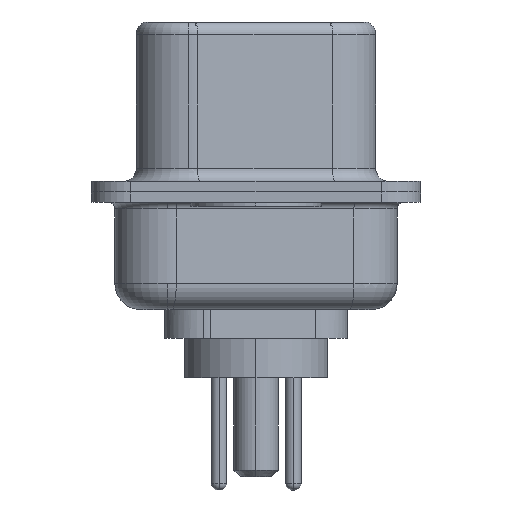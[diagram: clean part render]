
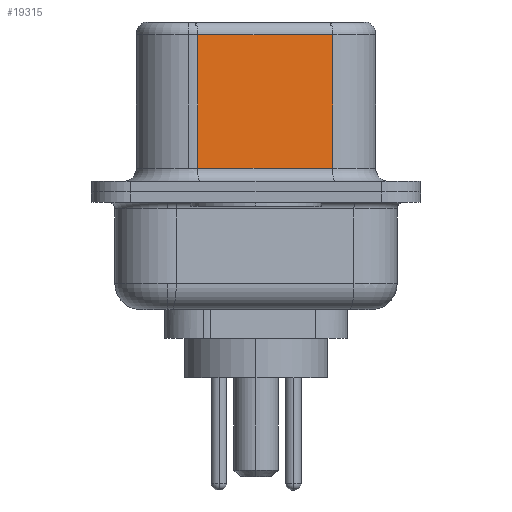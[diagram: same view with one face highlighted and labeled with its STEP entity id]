
A CAD part, left-side view. The second image highlights one B-rep face of the part: STEP entity #19315.
In plain terms, the highlighted planar face has unit normal (-0.985, -0.174, 0).
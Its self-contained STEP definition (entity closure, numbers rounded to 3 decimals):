
#653 = DIRECTION ( 'NONE',  ( 0., 0., -1. ) ) ;
#696 = AXIS2_PLACEMENT_3D ( 'NONE', #14196, #17473, #7638 ) ;
#3490 = VECTOR ( 'NONE', #21169, 1000. ) ;
#4429 = EDGE_CURVE ( 'NONE', #5144, #20381, #17175, .T. ) ;
#4550 = LINE ( 'NONE', #13981, #20935 ) ;
#5144 = VERTEX_POINT ( 'NONE', #11289 ) ;
#6381 = LINE ( 'NONE', #18777, #14586 ) ;
#7088 = ORIENTED_EDGE ( 'NONE', *, *, #19212, .F. ) ;
#7565 = PLANE ( 'NONE',  #696 ) ;
#7638 = DIRECTION ( 'NONE',  ( -0.174, 0.985, 0. ) ) ;
#8622 = CARTESIAN_POINT ( 'NONE',  ( 4.58, -2.927, 6.02 ) ) ;
#9693 = VERTEX_POINT ( 'NONE', #18638 ) ;
#9749 = EDGE_CURVE ( 'NONE', #9693, #12311, #6381, .T. ) ;
#10438 = ORIENTED_EDGE ( 'NONE', *, *, #9749, .T. ) ;
#10821 = VECTOR ( 'NONE', #21066, 1000. ) ;
#11289 = CARTESIAN_POINT ( 'NONE',  ( 4.58, -2.927, 6.02 ) ) ;
#11292 = FACE_OUTER_BOUND ( 'NONE', #13922, .T. ) ;
#12217 = ORIENTED_EDGE ( 'NONE', *, *, #17769, .T. ) ;
#12311 = VERTEX_POINT ( 'NONE', #12465 ) ;
#12465 = CARTESIAN_POINT ( 'NONE',  ( 4.58, -2.927, 0.9 ) ) ;
#13922 = EDGE_LOOP ( 'NONE', ( #7088, #14035, #12217, #10438 ) ) ;
#13946 = DIRECTION ( 'NONE',  ( 0.174, -0.985, 0. ) ) ;
#13981 = CARTESIAN_POINT ( 'NONE',  ( 4.58, -2.927, 6.52 ) ) ;
#14035 = ORIENTED_EDGE ( 'NONE', *, *, #4429, .T. ) ;
#14196 = CARTESIAN_POINT ( 'NONE',  ( 4.58, -2.927, 6.52 ) ) ;
#14586 = VECTOR ( 'NONE', #13946, 1000. ) ;
#15162 = LINE ( 'NONE', #16202, #10821 ) ;
#15736 = CARTESIAN_POINT ( 'NONE',  ( 3.67, 2.233, 6.02 ) ) ;
#16202 = CARTESIAN_POINT ( 'NONE',  ( 3.67, 2.233, 6.52 ) ) ;
#17175 = LINE ( 'NONE', #8622, #3490 ) ;
#17473 = DIRECTION ( 'NONE',  ( 0.985, 0.174, 0. ) ) ;
#17769 = EDGE_CURVE ( 'NONE', #20381, #9693, #15162, .T. ) ;
#18638 = CARTESIAN_POINT ( 'NONE',  ( 3.67, 2.233, 0.9 ) ) ;
#18777 = CARTESIAN_POINT ( 'NONE',  ( 4.58, -2.927, 0.9 ) ) ;
#19212 = EDGE_CURVE ( 'NONE', #5144, #12311, #4550, .T. ) ;
#19315 = ADVANCED_FACE ( 'NONE', ( #11292 ), #7565, .F. ) ;
#20381 = VERTEX_POINT ( 'NONE', #15736 ) ;
#20935 = VECTOR ( 'NONE', #653, 1000. ) ;
#21066 = DIRECTION ( 'NONE',  ( 0., 0., -1. ) ) ;
#21169 = DIRECTION ( 'NONE',  ( -0.174, 0.985, 0. ) ) ;
